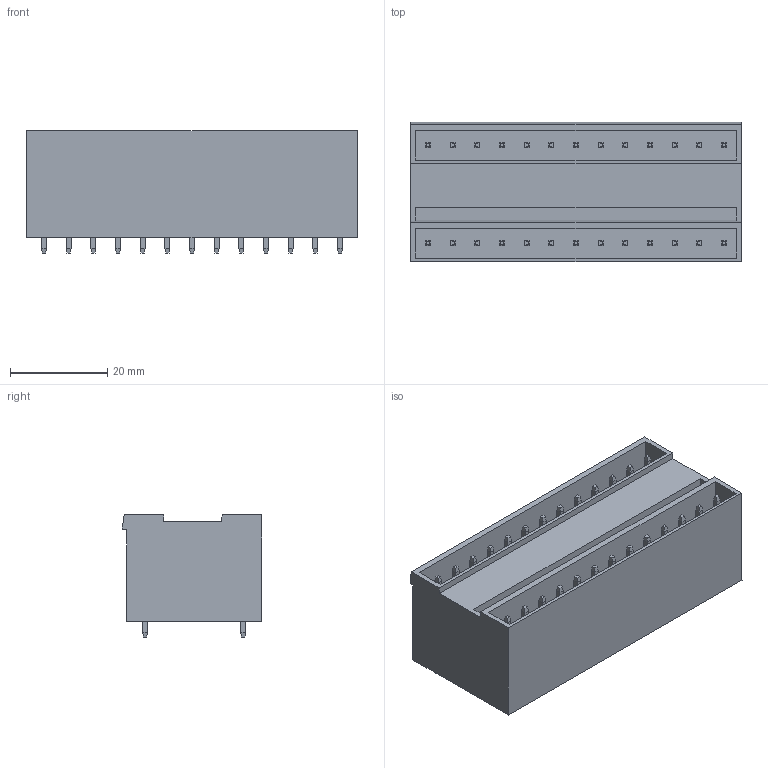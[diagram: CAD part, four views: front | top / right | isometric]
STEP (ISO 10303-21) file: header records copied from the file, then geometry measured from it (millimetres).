
FILE_DESCRIPTION(('CATIA V5 STEP Exchange','CAx-IF Rec.Pracs.--- Model Styling and Organization---1.2---2011-12-15'),'2;1');
FILE_NAME ('D1453133_0_1602500000_1602500000.stp','2018-11-03T06:41:45+00:00',('none'),('Weidmueller'),'CATIA Version 5-6 Release 2014','CATIA V5 STEP AP214','none');
FILE_SCHEMA(('AUTOMOTIVE_DESIGN { 1 0 10303 214 1 1 1 1 }'));
Length unit declared in the file: millimetre
Products named in the file (1): 1602500000
Bounding box: 68.04 x 28.68 x 25.2 mm (x, y, z)
Volume: 20293.3 mm3; surface area: 18883.6 mm2
Topology: 27 solids, 27 shells, 502 faces, 1130 edges, 684 vertices
Faces by surface type: plane 502
Entity records: 11908 total; most frequent: ORIENTED_EDGE 2260, CARTESIAN_POINT 2224, DIRECTION 1324, EDGE_CURVE 1130, VECTOR 922, LINE 922, VERTEX_POINT 684, EDGE_LOOP 556
